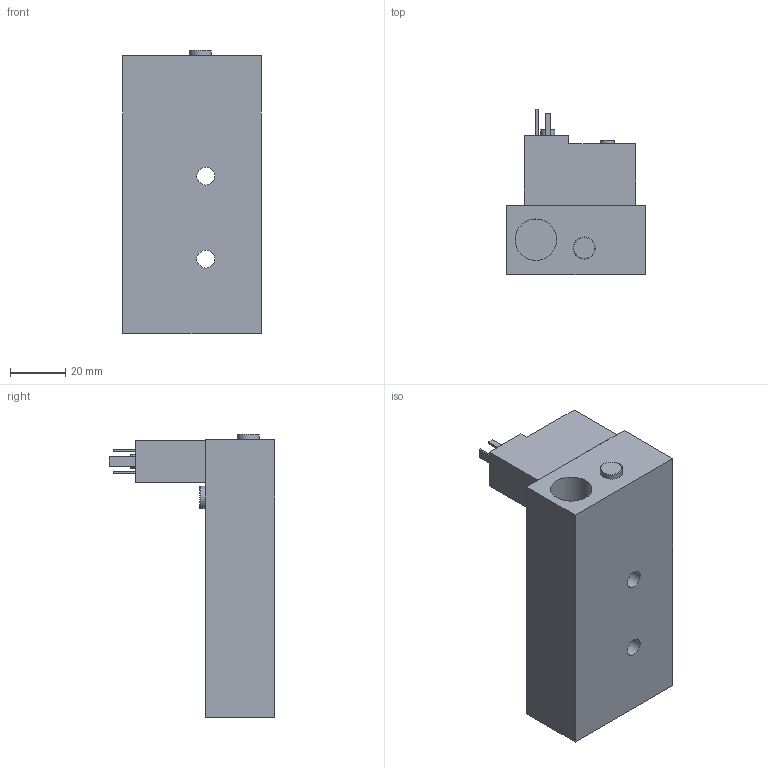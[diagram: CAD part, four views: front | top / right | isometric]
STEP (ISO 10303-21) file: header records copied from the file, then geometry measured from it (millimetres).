
FILE_DESCRIPTION(/* description */ ('AVAC Multicircuit'),/* implementation_level */ '2;1');
FILE_NAME(/* name */ '110 010 14 MS.stp',/* time_stamp */ '2019-03-28T11:42:51+01:00',/* author */ ('Lars'),/* organization */ ('AVAC Vakuumteknik AB'),/* preprocessor_version */ 'ST-DEVELOPER v17',/* originating_system */ 'Autodesk Inventor 2018',/* authorisation */ '');
FILE_SCHEMA (('AUTOMOTIVE_DESIGN { 1 0 10303 214 3 1 1 }'));
Length unit declared in the file: millimetre
Products named in the file (1): Multikretssolid med extra allt
Bounding box: 50 x 59.7 x 102.5 mm (x, y, z)
Volume: 129029.5 mm3; surface area: 24404.9 mm2
Topology: 1 solids, 1 shells, 62 faces, 133 edges, 91 vertices
Faces by surface type: plane 42, cylinder 17, torus 2, cone 1
Full cylindrical faces by diameter (mm): 3 x1, 5 x2, 6.5 x2, 8 x2, 8.6 x5, 10.5 x2, 15 x3
Entity records: 1780 total; most frequent: DIRECTION 306, CARTESIAN_POINT 286, ORIENTED_EDGE 264, EDGE_CURVE 132, AXIS2_PLACEMENT_3D 111, VERTEX_POINT 91, EDGE_LOOP 85, LINE 84
